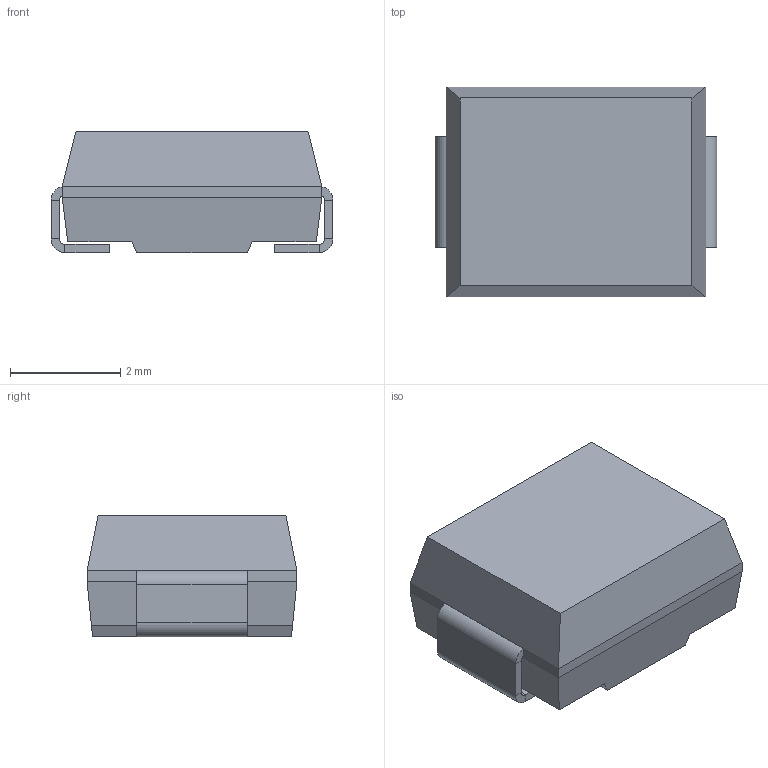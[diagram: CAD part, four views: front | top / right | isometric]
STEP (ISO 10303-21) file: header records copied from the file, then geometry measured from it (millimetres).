
FILE_DESCRIPTION(('FreeCAD Model'),'2;1');
FILE_NAME('DO-214AA.step','2017-06-08T15:26:11', ('kicad StepUp'),('ksu MCAD'),'Open CASCADE STEP processor 6.8', 'FreeCAD','Unknown');
FILE_SCHEMA(('AUTOMOTIVE_DESIGN_CC2 { 1 2 10303 214 -1 1 5 4 }'));
Length unit declared in the file: millimetre
Products named in the file (1): DO-214AA
Bounding box: 5.1 x 3.8 x 2.2 mm (x, y, z)
Volume: 36 mm3; surface area: 82.8 mm2
Topology: 1 solids, 1 shells, 52 faces, 112 edges, 64 vertices
Faces by surface type: plane 44, cylinder 8
Entity records: 1733 total; most frequent: DIRECTION 234, CARTESIAN_POINT 229, ORIENTED_EDGE 224, EDGE_CURVE 112, LINE 96, VECTOR 96, AXIS2_PLACEMENT_3D 69, VERTEX_POINT 64
